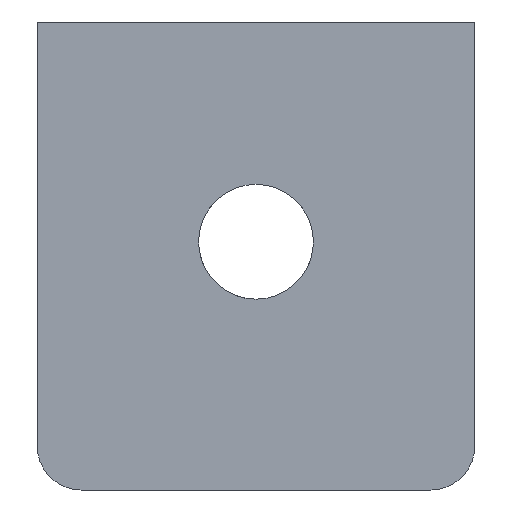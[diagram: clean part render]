
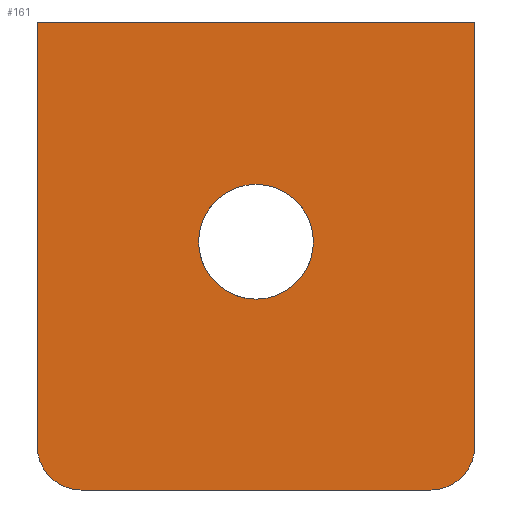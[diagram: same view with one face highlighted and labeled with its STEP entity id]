
A CAD part, front view. The second image highlights one B-rep face of the part: STEP entity #161.
In plain terms, the highlighted planar face has unit normal (0, -1, 0).
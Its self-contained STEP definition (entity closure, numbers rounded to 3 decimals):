
#12 = DIRECTION ( 'NONE',  ( 0., 0., -1. ) ) ;
#27 = CARTESIAN_POINT ( 'NONE',  ( 8., 0., -19.4 ) ) ;
#32 = VECTOR ( 'NONE', #12, 1000. ) ;
#111 = CARTESIAN_POINT ( 'NONE',  ( 0., 0., -10.05 ) ) ;
#124 = AXIS2_PLACEMENT_3D ( 'NONE', #1790, #229, #525 ) ;
#161 = ADVANCED_FACE ( 'NONE', ( #1433, #1338 ), #1504, .F. ) ;
#171 = ORIENTED_EDGE ( 'NONE', *, *, #1000, .T. ) ;
#183 = VERTEX_POINT ( 'NONE', #356 ) ;
#186 = AXIS2_PLACEMENT_3D ( 'NONE', #258, #1369, #1536 ) ;
#215 = ORIENTED_EDGE ( 'NONE', *, *, #1149, .F. ) ;
#229 = DIRECTION ( 'NONE',  ( 0., 1., 0. ) ) ;
#232 = VERTEX_POINT ( 'NONE', #449 ) ;
#250 = CIRCLE ( 'NONE', #495, 2.625 ) ;
#252 = EDGE_LOOP ( 'NONE', ( #1689, #574, #1527, #872, #215, #171 ) ) ;
#258 = CARTESIAN_POINT ( 'NONE',  ( -8., 0., -19.4 ) ) ;
#356 = CARTESIAN_POINT ( 'NONE',  ( 8., 0., -21.4 ) ) ;
#370 = VERTEX_POINT ( 'NONE', #1402 ) ;
#449 = CARTESIAN_POINT ( 'NONE',  ( -8., 0., -21.4 ) ) ;
#495 = AXIS2_PLACEMENT_3D ( 'NONE', #652, #1770, #506 ) ;
#506 = DIRECTION ( 'NONE',  ( 0., 0., 1. ) ) ;
#525 = DIRECTION ( 'NONE',  ( 0., 0., 1. ) ) ;
#536 = CARTESIAN_POINT ( 'NONE',  ( 10., 0., 0. ) ) ;
#574 = ORIENTED_EDGE ( 'NONE', *, *, #868, .T. ) ;
#608 = EDGE_CURVE ( 'NONE', #1347, #370, #1434, .T. ) ;
#611 = VERTEX_POINT ( 'NONE', #963 ) ;
#635 = VERTEX_POINT ( 'NONE', #1036 ) ;
#652 = CARTESIAN_POINT ( 'NONE',  ( 0., 0., -10.05 ) ) ;
#675 = CARTESIAN_POINT ( 'NONE',  ( 10., 0., 0. ) ) ;
#681 = VECTOR ( 'NONE', #870, 1000. ) ;
#688 = ORIENTED_EDGE ( 'NONE', *, *, #1781, .F. ) ;
#689 = DIRECTION ( 'NONE',  ( 0., -1., 0. ) ) ;
#769 = CARTESIAN_POINT ( 'NONE',  ( 10., 0., -21.4 ) ) ;
#826 = CIRCLE ( 'NONE', #186, 2. ) ;
#837 = ORIENTED_EDGE ( 'NONE', *, *, #608, .F. ) ;
#868 = EDGE_CURVE ( 'NONE', #635, #232, #826, .T. ) ;
#870 = DIRECTION ( 'NONE',  ( -1., 0., 0. ) ) ;
#872 = ORIENTED_EDGE ( 'NONE', *, *, #1618, .T. ) ;
#951 = EDGE_CURVE ( 'NONE', #611, #635, #1251, .T. ) ;
#960 = DIRECTION ( 'NONE',  ( 0., 0., -1. ) ) ;
#963 = CARTESIAN_POINT ( 'NONE',  ( -10., 0., 0. ) ) ;
#1000 = EDGE_CURVE ( 'NONE', #1563, #611, #1272, .T. ) ;
#1036 = CARTESIAN_POINT ( 'NONE',  ( -10., 0., -19.4 ) ) ;
#1057 = DIRECTION ( 'NONE',  ( 0., -1., 0. ) ) ;
#1122 = VERTEX_POINT ( 'NONE', #1799 ) ;
#1142 = AXIS2_PLACEMENT_3D ( 'NONE', #27, #1057, #1582 ) ;
#1143 = VECTOR ( 'NONE', #960, 1000. ) ;
#1148 = LINE ( 'NONE', #769, #1235 ) ;
#1149 = EDGE_CURVE ( 'NONE', #1563, #1122, #1219, .T. ) ;
#1209 = EDGE_CURVE ( 'NONE', #183, #232, #1148, .T. ) ;
#1219 = LINE ( 'NONE', #675, #1143 ) ;
#1235 = VECTOR ( 'NONE', #1311, 1000. ) ;
#1238 = CARTESIAN_POINT ( 'NONE',  ( 0., 0., -7.425 ) ) ;
#1251 = LINE ( 'NONE', #1814, #32 ) ;
#1272 = LINE ( 'NONE', #1297, #681 ) ;
#1297 = CARTESIAN_POINT ( 'NONE',  ( 10., 0., 0. ) ) ;
#1311 = DIRECTION ( 'NONE',  ( -1., 0., 0. ) ) ;
#1317 = CIRCLE ( 'NONE', #1142, 2. ) ;
#1338 = FACE_OUTER_BOUND ( 'NONE', #252, .T. ) ;
#1347 = VERTEX_POINT ( 'NONE', #1238 ) ;
#1369 = DIRECTION ( 'NONE',  ( 0., -1., 0. ) ) ;
#1402 = CARTESIAN_POINT ( 'NONE',  ( 0., 0., -12.675 ) ) ;
#1405 = AXIS2_PLACEMENT_3D ( 'NONE', #111, #689, #1507 ) ;
#1433 = FACE_BOUND ( 'NONE', #1500, .T. ) ;
#1434 = CIRCLE ( 'NONE', #1405, 2.625 ) ;
#1500 = EDGE_LOOP ( 'NONE', ( #837, #688 ) ) ;
#1504 = PLANE ( 'NONE',  #124 ) ;
#1507 = DIRECTION ( 'NONE',  ( 0., 0., 1. ) ) ;
#1527 = ORIENTED_EDGE ( 'NONE', *, *, #1209, .F. ) ;
#1536 = DIRECTION ( 'NONE',  ( 0., 0., 1. ) ) ;
#1563 = VERTEX_POINT ( 'NONE', #536 ) ;
#1582 = DIRECTION ( 'NONE',  ( 0., 0., 1. ) ) ;
#1618 = EDGE_CURVE ( 'NONE', #183, #1122, #1317, .T. ) ;
#1689 = ORIENTED_EDGE ( 'NONE', *, *, #951, .T. ) ;
#1770 = DIRECTION ( 'NONE',  ( 0., -1., 0. ) ) ;
#1781 = EDGE_CURVE ( 'NONE', #370, #1347, #250, .T. ) ;
#1790 = CARTESIAN_POINT ( 'NONE',  ( 10., 0., 0. ) ) ;
#1799 = CARTESIAN_POINT ( 'NONE',  ( 10., 0., -19.4 ) ) ;
#1814 = CARTESIAN_POINT ( 'NONE',  ( -10., 0., 0. ) ) ;
